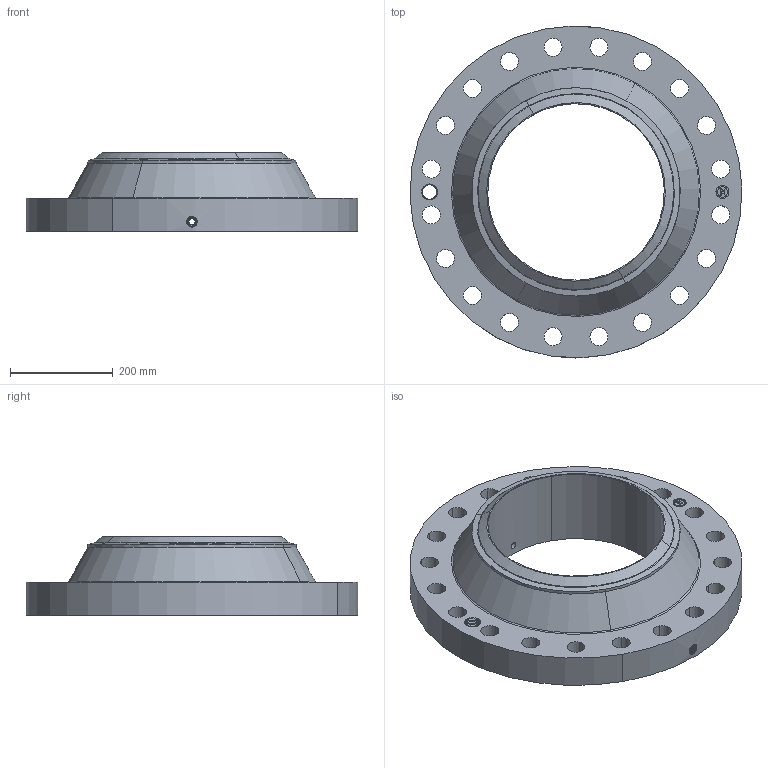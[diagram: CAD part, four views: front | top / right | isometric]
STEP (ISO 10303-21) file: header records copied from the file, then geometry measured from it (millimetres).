
FILE_DESCRIPTION(('3D STEP'),'2;1');
FILE_NAME('16-300-RTJ-WELD-NECK-120-ORIF-FLANGE.stp','2013-10-19T09:20:09+00:00',('Texas Flange'),(''),'CATIA Version 5 Release 20 SP 6 (IN-10)','CATIA V5 STEP AP214','800-826-3801');
FILE_SCHEMA(('AUTOMOTIVE_DESIGN { 1 0 10303 214 1 1 1 1 }'));
Length unit declared in the file: inch
Products named in the file (1): 16-300-RTJ-WELD-NECK-120-ORIF-FLANGE
Bounding box: 647.52 x 647.7 x 154 mm (x, y, z)
Volume: 18594604 mm3; surface area: 980945.8 mm2
Topology: 1 solids, 1 shells, 823 faces, 2233 edges, 1432 vertices
Faces by surface type: plane 370, bspline 264, cylinder 121, cone 56, torus 8, revolution 4
Entity records: 34376 total; most frequent: CARTESIAN_POINT 14063, ORIENTED_EDGE 4466, EDGE_CURVE 2233, DIRECTION 2204, VERTEX_POINT 1432, VECTOR 1216, LINE 1216, EDGE_LOOP 891
